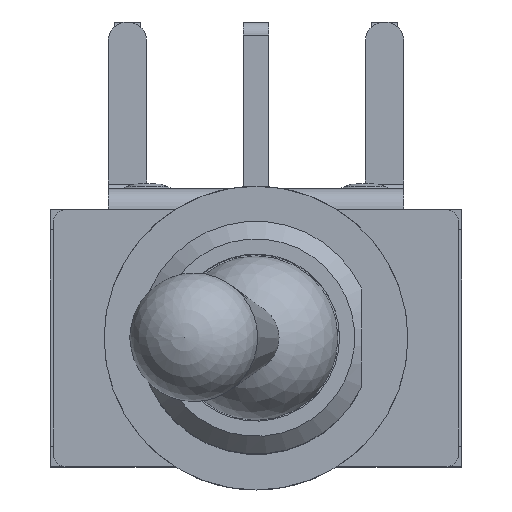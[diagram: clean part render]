
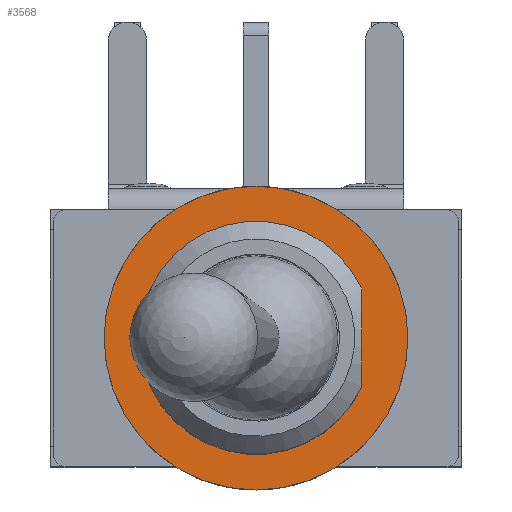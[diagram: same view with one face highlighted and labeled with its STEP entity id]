
A CAD part, top view. The second image highlights one B-rep face of the part: STEP entity #3568.
In plain terms, the highlighted planar face has unit normal (0, 0, 1).
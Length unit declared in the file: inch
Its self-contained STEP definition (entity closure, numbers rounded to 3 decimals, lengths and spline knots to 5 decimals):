
#32=FACE_BOUND('',#586,.T.);
#201=PLANE('',#3878);
#388=FACE_OUTER_BOUND('',#585,.T.);
#585=EDGE_LOOP('',(#3312));
#586=EDGE_LOOP('',(#3313,#3314));
#956=LINE('',#6356,#1330);
#1330=VECTOR('',#4801,0.3937);
#1453=CIRCLE('',#3877,0.09055);
#1454=CIRCLE('',#3879,0.11811);
#1780=VERTEX_POINT('',#6353);
#1781=VERTEX_POINT('',#6355);
#1782=VERTEX_POINT('',#6362);
#2293=EDGE_CURVE('',#1781,#1780,#956,.T.);
#2295=EDGE_CURVE('',#1780,#1781,#1453,.T.);
#2296=EDGE_CURVE('',#1782,#1782,#1454,.T.);
#3312=ORIENTED_EDGE('',*,*,#2296,.F.);
#3313=ORIENTED_EDGE('',*,*,#2293,.T.);
#3314=ORIENTED_EDGE('',*,*,#2295,.T.);
#3568=ADVANCED_FACE('',(#388,#32),#201,.F.);
#3877=AXIS2_PLACEMENT_3D('',#6360,#4807,#4808);
#3878=AXIS2_PLACEMENT_3D('',#6361,#4809,#4810);
#3879=AXIS2_PLACEMENT_3D('',#6363,#4811,#4812);
#4801=DIRECTION('',(0.,-1.,0.));
#4807=DIRECTION('center_axis',(0.,0.,-1.));
#4808=DIRECTION('ref_axis',(-0.909,-0.417,0.));
#4809=DIRECTION('center_axis',(0.,0.,-1.));
#4810=DIRECTION('ref_axis',(-1.,0.,0.));
#4811=DIRECTION('center_axis',(0.,0.,-1.));
#4812=DIRECTION('ref_axis',(-1.,0.,0.));
#6353=CARTESIAN_POINT('',(0.08228,-0.0378,0.3248));
#6355=CARTESIAN_POINT('',(0.08228,0.0378,0.3248));
#6356=CARTESIAN_POINT('',(0.08228,0.0189,0.3248));
#6360=CARTESIAN_POINT('Origin',(0.,0.,
0.3248));
#6361=CARTESIAN_POINT('Origin',(0.,0.,
0.3248));
#6362=CARTESIAN_POINT('',(0.11811,0.,0.3248));
#6363=CARTESIAN_POINT('Origin',(0.,0.,
0.3248));
